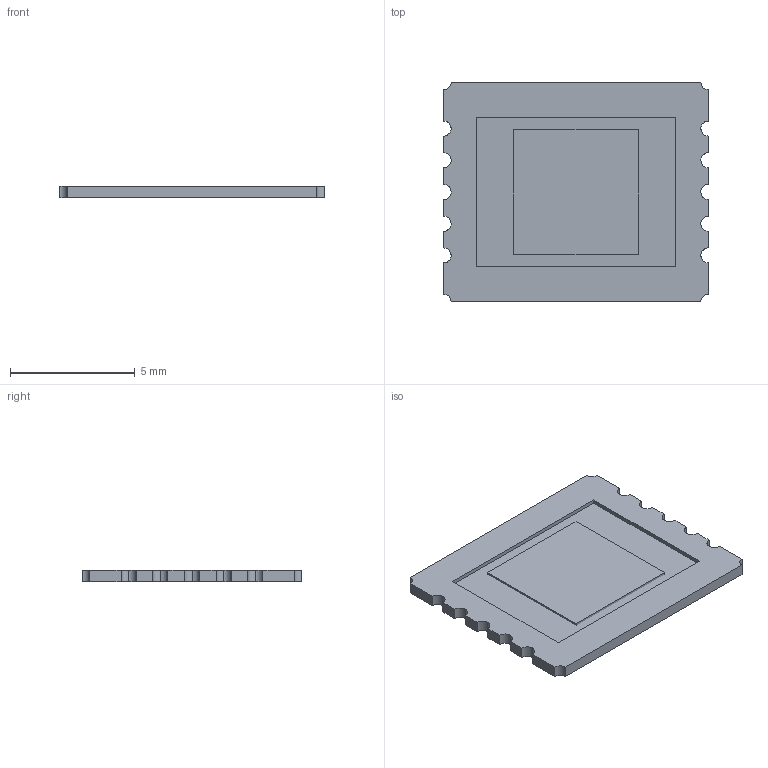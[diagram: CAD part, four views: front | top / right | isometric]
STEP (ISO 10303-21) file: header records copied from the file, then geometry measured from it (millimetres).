
FILE_DESCRIPTION(/* description */ (''),/* implementation_level */ '2;1');
FILE_NAME(/* name */ 'S5160',/* time_stamp */ '2021-02-25T15:37:28+01:00',/* author */ (''),/* organization */ (''),/* preprocessor_version */ 'ST-DEVELOPER v15',/* originating_system */ '',/* authorisation */ '');
FILE_SCHEMA (('AUTOMOTIVE_DESIGN'));
Length unit declared in the file: millimetre
Products named in the file (1): Document
Bounding box: 10.6 x 8.8 x 0.46 mm (x, y, z)
Volume: 39.4 mm3; surface area: 260.8 mm2
Topology: 2 solids, 2 shells, 51 faces, 138 edges, 92 vertices
Faces by surface type: plane 27, bspline 24
Entity records: 1659 total; most frequent: CARTESIAN_POINT 867, ORIENTED_EDGE 276, EDGE_CURVE 138, VERTEX_POINT 92, EDGE_LOOP 52, B_SPLINE_CURVE_WITH_KNOTS 52, ADVANCED_FACE 51, FACE_OUTER_BOUND 51
